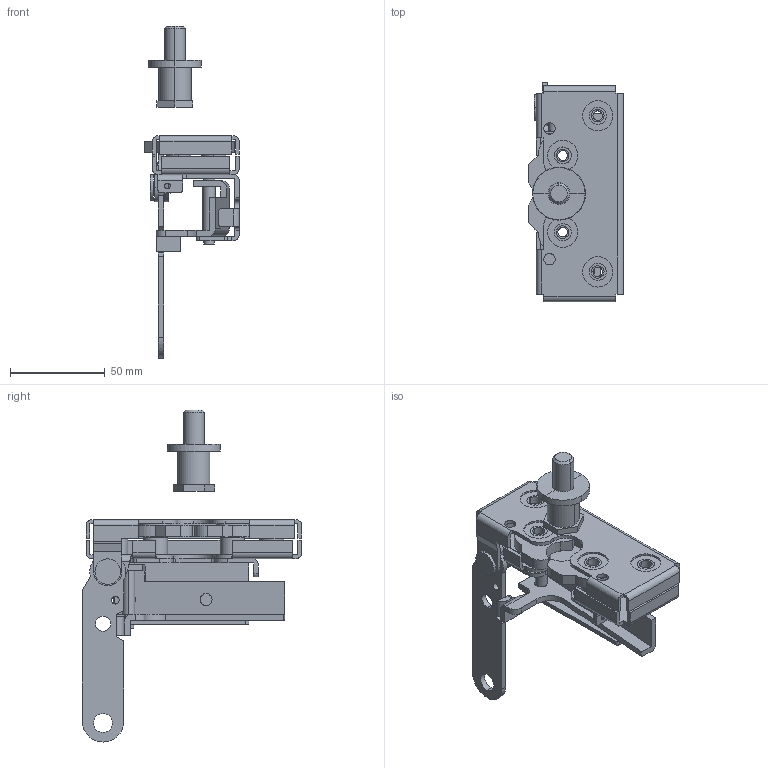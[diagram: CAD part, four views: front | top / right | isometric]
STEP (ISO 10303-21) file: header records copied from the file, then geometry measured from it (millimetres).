
FILE_DESCRIPTION (( 'STEP AP203' ), '1' );
FILE_NAME ('C-873-1-L.STEP', '2021-07-19T02:03:21', ( '' ), ( '' ), 'SwSTEP 2.0', 'SolidWorks 2018', '' );
FILE_SCHEMA (( 'CONFIG_CONTROL_DESIGN' ));
Length unit declared in the file: millimetre
Products named in the file (14): C-873-1-L_僇儉A_; C-873-1-L_ストライカー_; C-873-1-L_プッシュレバー_; C-873-1-L_プッシュレバーベース_; C-873-1-L_僇儉C_; C-873-1-L_夝彍儗僶乕A_; C-873-1-L_働乕僗A_; C-873-1-L_僇儉B_; C-873-1-L_スペーサーA__組立状態; C-873-1-L_働乕僗B_; C-873-1-L_軸_; C-873-1-L_レバーピン_; C-873-1-L_スペーサーB__取付状態; C-873-1-L
Assembly tree (15 placements, depth 2):
  C-873-1-L
    C-873-1-L_働乕僗A_
    C-873-1-L_働乕僗B_
    C-873-1-L_僇儉A_
    C-873-1-L_僇儉B_
    C-873-1-L_僇儉C_
    C-873-1-L_スペーサーA__組立状態  x2
    C-873-1-L_スペーサーB__取付状態  x2
    C-873-1-L_夝彍儗僶乕A_
    C-873-1-L_レバーピン_
    C-873-1-L_プッシュレバーベース_
    C-873-1-L_プッシュレバー_
    C-873-1-L_軸_
    C-873-1-L_ストライカー_
Bounding box: 50 x 116 x 175.4 mm (x, y, z)
Volume: 84296.3 mm3; surface area: 71408.8 mm2
Topology: 16 solids, 16 shells, 472 faces, 1220 edges, 811 vertices
Faces by surface type: cylinder 232, plane 229, cone 6, sphere 4, bspline 1
Entity records: 15286 total; most frequent: CARTESIAN_POINT 2536, DIRECTION 2444, ORIENTED_EDGE 2272, EDGE_CURVE 1136, AXIS2_PLACEMENT_3D 873, VERTEX_POINT 755, LINE 698, VECTOR 698
